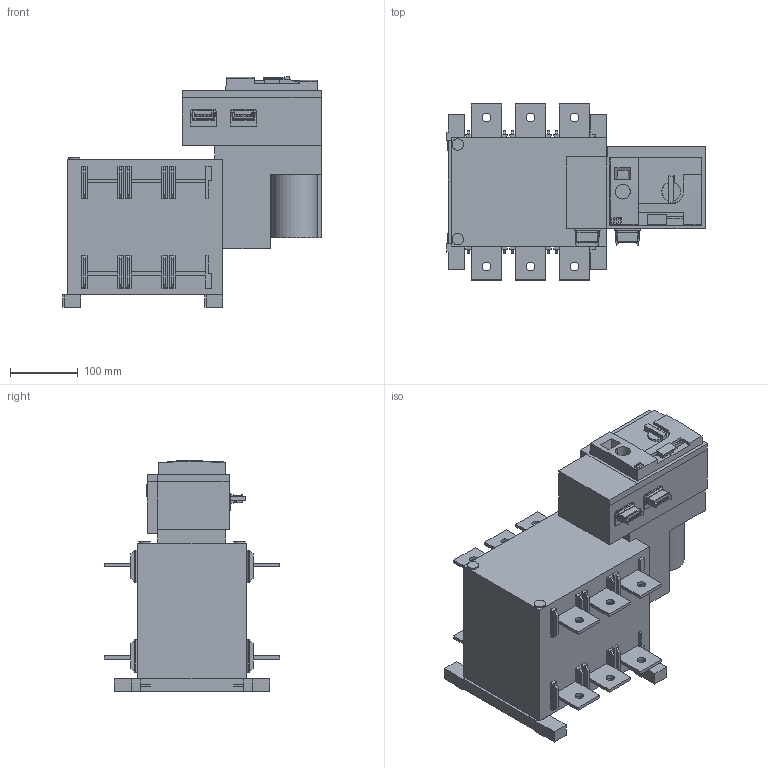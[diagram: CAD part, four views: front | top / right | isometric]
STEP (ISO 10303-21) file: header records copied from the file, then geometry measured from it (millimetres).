
FILE_DESCRIPTION((''),'2;1');
FILE_NAME('004661872_MLBS_630_3P_CO_230VAC_ASM','2021-10-01T',('marketing.praksa'),('Audax d.o.o.'),'CREO PARAMETRIC BY PTC INC, 2017480','CREO PARAMETRIC BY PTC INC, 2017480','');
FILE_SCHEMA(('AUTOMOTIVE_DESIGN { 1 0 10303 214 1 1 1 1 }'));
Length unit declared in the file: millimetre
Products named in the file (42): 95234063_01_1; BL-ZA_1; WHITE-ON-BLACK-BOX_1_1_1_1_2; WHITE-ON-BLACK-BOX_1_2_1_1_2; WHITE-ON-BLACK-BOX_1_ASM_1_1_ASM; 95234063_02_1; ROCKA_ASM_1_ASM; KNTKTI_1_1; KNTKTI_1_2; KNTKTI_1_3; KNTKTI_1_4; KNTKTI_1_5; KNTKTI_1_6; KNTKTI_1_7; KNTKTI_1_8; KNTKTI_1_9; KNTKTI_1_10; KNTKTI_1_11; KNTKTI_1_12; KNTKTI_1_ASM; BLACKBOX_1; PRT9572; 95234063_04_1_ASM; PLASTIKA_1_1_1_1_2; PRT9562_1_3_1_1_2_3; PRT9562_1_4_1_1_2; PRT9562_1_ASM_1_1_2_ASM; PRT9562_1_1_1_1_2_3_4_5_6; PRT9562_1_2_1_1_2_3; PLASTIKA_1_2_1_1_2; PLASTIKA_1_ASM_1_1_ASM; 95234063_05_1; PRT9563_1_1_1_1_2_3_4; PRT9563_1_2_1_1_2_3; PRT9563_1_3_1_1_2_3; ETI_ASM_1_ASM; 95234063_07_1; 95234063_06_1; 95234063_08_1; ABC_ASM_1_ASM ...
Assembly tree (41 placements, depth 4):
  004661872_MLBS_630_3P_CO_230VAC_ASM
    630-3P_ASM_1_ASM
      95234063_01_1
      BL-ZA_1
      WHITE-ON-BLACK-BOX_1_ASM_1_1_ASM
        WHITE-ON-BLACK-BOX_1_1_1_1_2
        WHITE-ON-BLACK-BOX_1_2_1_1_2
      95234063_02_1
      ROCKA_ASM_1_ASM
      KNTKTI_1_ASM
        KNTKTI_1_1
        KNTKTI_1_2
        KNTKTI_1_3
        KNTKTI_1_4
        KNTKTI_1_5
        KNTKTI_1_6
        KNTKTI_1_7
        KNTKTI_1_8
        KNTKTI_1_9
        KNTKTI_1_10
        KNTKTI_1_11
        KNTKTI_1_12
      95234063_04_1_ASM
        BLACKBOX_1
        PRT9572
      PRT9562_1_ASM_1_1_2_ASM
        PLASTIKA_1_1_1_1_2
        PRT9562_1_3_1_1_2_3
        PRT9562_1_4_1_1_2
      PLASTIKA_1_ASM_1_1_ASM
        PRT9562_1_1_1_1_2_3_4_5_6
        PRT9562_1_2_1_1_2_3
        PLASTIKA_1_2_1_1_2
      95234063_05_1
      ETI_ASM_1_ASM
        PRT9563_1_1_1_1_2_3_4
        PRT9563_1_2_1_1_2_3
        PRT9563_1_3_1_1_2_3
      95234063_07_1
      ABC_ASM_1_ASM
        95234063_06_1
        95234063_08_1
Bounding box: 381.82 x 260 x 341.21 mm (x, y, z)
Volume: 11729968.6 mm3; surface area: 621968.4 mm2
Topology: 32 solids, 32 shells, 1276 faces, 3432 edges, 2319 vertices
Faces by surface type: plane 1075, cylinder 189, cone 8, bspline 3, extrusion 1
Entity records: 59275 total; most frequent: CARTESIAN_POINT 7880, ORIENTED_EDGE 6864, DIRECTION 6622, PRESENTATION_STYLE_ASSIGNMENT 4286, STYLED_ITEM 4286, CURVE_STYLE 3432, EDGE_CURVE 3432, VECTOR 2818
